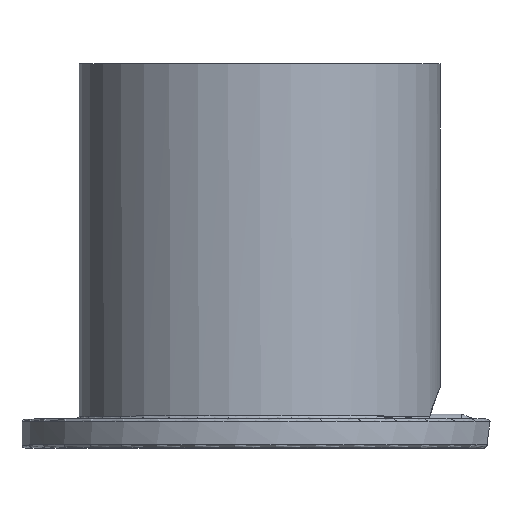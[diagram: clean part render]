
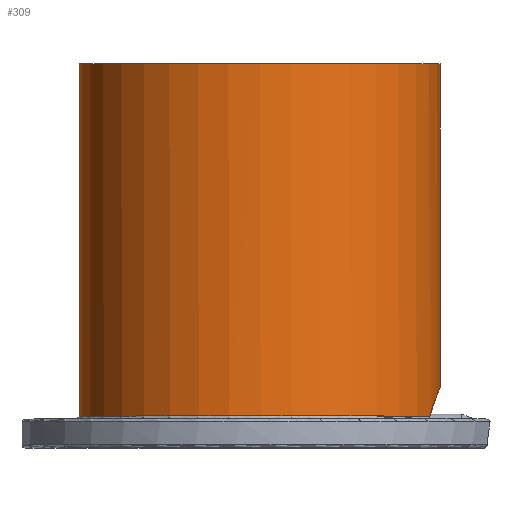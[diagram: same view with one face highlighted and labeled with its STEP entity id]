
A CAD part, top view. The second image highlights one B-rep face of the part: STEP entity #309.
In plain terms, the highlighted cylindrical face has radius 1.587 mm (diameter 3.175 mm), a full revolution.
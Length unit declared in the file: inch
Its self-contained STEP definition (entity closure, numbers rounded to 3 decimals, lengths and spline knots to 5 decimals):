
#12 = VERTEX_POINT ( 'NONE', #123 ) ;
#107 = DIRECTION ( 'NONE',  ( 0., 0., 1. ) ) ;
#123 = CARTESIAN_POINT ( 'NONE',  ( 0.05893, 0.011, -0.02083 ) ) ;
#130 = AXIS2_PLACEMENT_3D ( 'NONE', #429, #682, #107 ) ;
#175 = AXIS2_PLACEMENT_3D ( 'NONE', #1182, #599, #636 ) ;
#199 = ORIENTED_EDGE ( 'NONE', *, *, #391, .T. ) ;
#275 = ORIENTED_EDGE ( 'NONE', *, *, #829, .T. ) ;
#289 = FACE_OUTER_BOUND ( 'NONE', #587, .T. ) ;
#309 = ADVANCED_FACE ( 'NONE', ( #1095, #289 ), #311, .T. ) ;
#311 = CYLINDRICAL_SURFACE ( 'NONE', #759, 0.0625 ) ;
#323 = CIRCLE ( 'NONE', #130, 0.0625 ) ;
#353 = CARTESIAN_POINT ( 'NONE',  ( 0.06208, 0.02006, 0.00808 ) ) ;
#371 = B_SPLINE_CURVE_WITH_KNOTS ( 'NONE', 3,
 ( #674, #809, #1397, #353, #931, #941, #1055, #467, #487, #945 ),
 .UNSPECIFIED., .F., .F.,
 ( 4, 2, 2, 2, 4 ),
 ( 0., 0.00031, 0.00061, 0.00092, 0.00123 ),
 .UNSPECIFIED. ) ;
#391 = EDGE_CURVE ( 'NONE', #1288, #12, #371, .T. ) ;
#394 = EDGE_LOOP ( 'NONE', ( #1274 ) ) ;
#429 = CARTESIAN_POINT ( 'NONE',  ( 0., 0.011, 0. ) ) ;
#467 = CARTESIAN_POINT ( 'NONE',  ( 0.06073, 0.01662, -0.01522 ) ) ;
#487 = CARTESIAN_POINT ( 'NONE',  ( 0.0598, 0.01412, -0.01836 ) ) ;
#587 = EDGE_LOOP ( 'NONE', ( #199, #275 ) ) ;
#599 = DIRECTION ( 'NONE',  ( 0., -1., 0. ) ) ;
#636 = DIRECTION ( 'NONE',  ( 0., 0., -1. ) ) ;
#674 = CARTESIAN_POINT ( 'NONE',  ( 0.05893, 0.011, 0.02083 ) ) ;
#682 = DIRECTION ( 'NONE',  ( 0., 1., 0. ) ) ;
#712 = CARTESIAN_POINT ( 'NONE',  ( 0., 0.133, -0.0625 ) ) ;
#759 = AXIS2_PLACEMENT_3D ( 'NONE', #1377, #1152, #799 ) ;
#799 = DIRECTION ( 'NONE',  ( 0., 0., -1. ) ) ;
#809 = CARTESIAN_POINT ( 'NONE',  ( 0.0598, 0.01411, 0.01836 ) ) ;
#829 = EDGE_CURVE ( 'NONE', #12, #1288, #323, .T. ) ;
#902 = EDGE_CURVE ( 'NONE', #1242, #1242, #1015, .T. ) ;
#931 = CARTESIAN_POINT ( 'NONE',  ( 0.0625, 0.021, 0.00406 ) ) ;
#941 = CARTESIAN_POINT ( 'NONE',  ( 0.0625, 0.021, -0.004 ) ) ;
#945 = CARTESIAN_POINT ( 'NONE',  ( 0.05893, 0.011, -0.02083 ) ) ;
#1015 = CIRCLE ( 'NONE', #175, 0.0625 ) ;
#1055 = CARTESIAN_POINT ( 'NONE',  ( 0.06209, 0.02008, -0.00803 ) ) ;
#1077 = CARTESIAN_POINT ( 'NONE',  ( 0.05893, 0.011, 0.02083 ) ) ;
#1095 = FACE_OUTER_BOUND ( 'NONE', #394, .T. ) ;
#1152 = DIRECTION ( 'NONE',  ( 0., -1., 0. ) ) ;
#1182 = CARTESIAN_POINT ( 'NONE',  ( 0., 0.133, 0. ) ) ;
#1242 = VERTEX_POINT ( 'NONE', #712 ) ;
#1274 = ORIENTED_EDGE ( 'NONE', *, *, #902, .T. ) ;
#1288 = VERTEX_POINT ( 'NONE', #1077 ) ;
#1377 = CARTESIAN_POINT ( 'NONE',  ( 0., -0.00601, 0. ) ) ;
#1397 = CARTESIAN_POINT ( 'NONE',  ( 0.06073, 0.01662, 0.01521 ) ) ;
